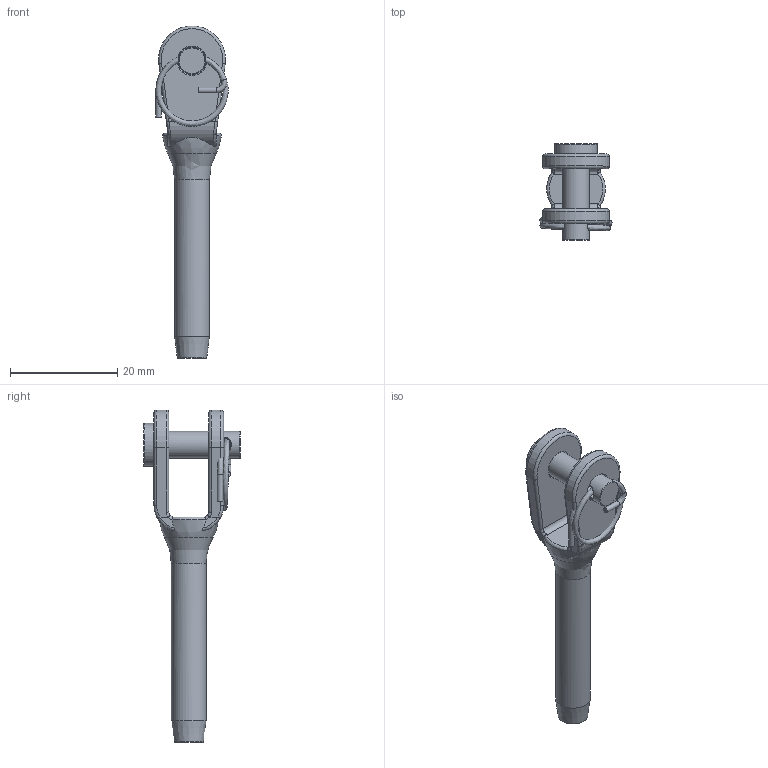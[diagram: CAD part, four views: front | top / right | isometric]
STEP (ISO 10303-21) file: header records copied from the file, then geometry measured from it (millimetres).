
FILE_DESCRIPTION (( 'STEP AP203' ), '1' );
FILE_NAME ('101200303.step', '2023-09-22T07:23:08', ( '' ), ( '' ), 'SwSTEP 2.0', 'SolidWorks 2018', '' );
FILE_SCHEMA (( 'CONFIG_CONTROL_DESIGN' ));
Length unit declared in the file: millimetre
Products named in the file (4): 101200303; 101200X0X Teil3_101200303 Teil3; 101200X0X Teil1_101200303 Teil1; 101200X0X Teil2_101200303 Teil2
Assembly tree (3 placements, depth 2):
  101200303
    101200X0X Teil1_101200303 Teil1
    101200X0X Teil2_101200303 Teil2
    101200X0X Teil3_101200303 Teil3
Bounding box: 13.5 x 18 x 62 mm (x, y, z)
Volume: 2863.5 mm3; surface area: 3008.4 mm2
Topology: 3 solids, 3 shells, 309 faces, 829 edges, 534 vertices
Faces by surface type: bspline 134, plane 98, cylinder 53, torus 22, cone 2
Full cylindrical faces by diameter (mm): 1 x2, 2.5 x1, 3.3 x1, 5 x1, 5.3 x2, 6.5 x1, 8 x1
Entity records: 17535 total; most frequent: CARTESIAN_POINT 10789, ORIENTED_EDGE 1500, DIRECTION 930, EDGE_CURVE 750, VERTEX_POINT 506, EDGE_LOOP 362, FACE_OUTER_BOUND 328, AXIS2_PLACEMENT_3D 316
